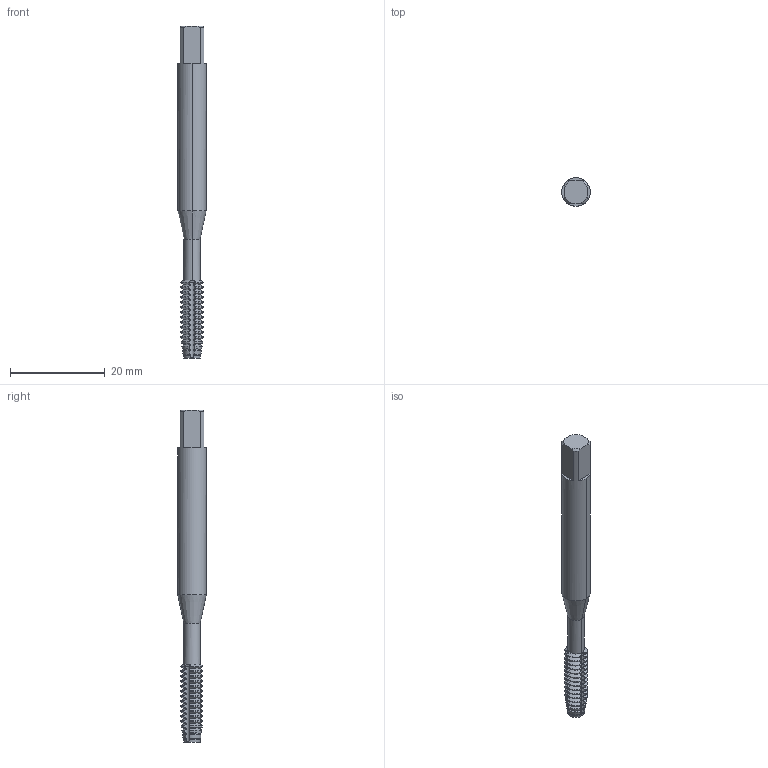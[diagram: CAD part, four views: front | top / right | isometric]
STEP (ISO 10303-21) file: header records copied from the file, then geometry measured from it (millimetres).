
FILE_DESCRIPTION(('no description'),'unknown implementation level');
FILE_NAME('solidvnGNYuAjFlnEbHEMjWY_n7va0GI_1.STP',' ',('CIM GmbH Aachen'),('CADClick - KiM GmbH - www.kimweb.de'),'unknown preprocess','ACIS','unknown authorization');
FILE_SCHEMA(('automotive_design'));
Length unit declared in the file: millimetre
Products named in the file (2): 1; 2
Bounding box: 6 x 6 x 70 mm (x, y, z)
Volume: 1440.1 mm3; surface area: 1606.4 mm2
Topology: 2 solids, 2 shells, 430 faces, 1215 edges, 784 vertices
Faces by surface type: cone 181, cylinder 145, plane 95, revolution 9
Entity records: 29240 total; most frequent: CARTESIAN_POINT 4803, STYLED_ITEM 2426, PRESENTATION_STYLE_ASSIGNMENT 2426, COLOUR_RGB 2426, ORIENTED_EDGE 2420, DIRECTION 2228, EDGE_CURVE 1210, CURVE_STYLE 1210
